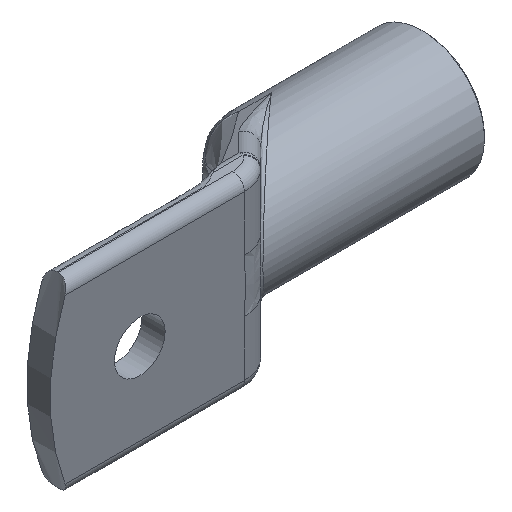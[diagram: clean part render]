
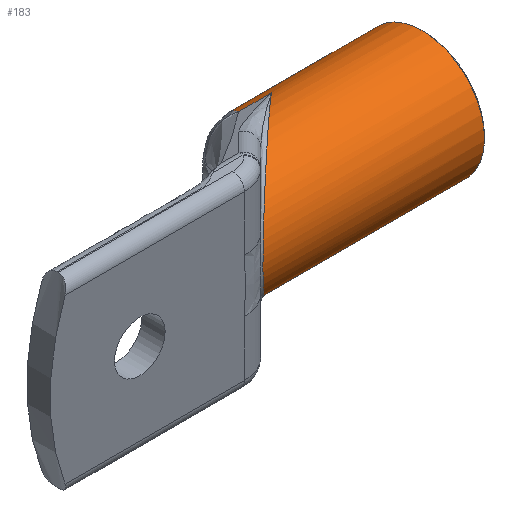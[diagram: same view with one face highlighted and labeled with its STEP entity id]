
A CAD part, isometric view. The second image highlights one B-rep face of the part: STEP entity #183.
In plain terms, the highlighted cylindrical face has radius 16 mm (diameter 32 mm), a full revolution.
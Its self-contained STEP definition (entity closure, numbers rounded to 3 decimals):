
#84=CARTESIAN_POINT('',(113.5,32.0,0.));
#85=VERTEX_POINT('',#84);
#86=CARTESIAN_POINT('',(113.5,16.0,0.0));
#87=DIRECTION('',(1.0,0.0,0.0));
#88=DIRECTION('',(0.0,-1.0,0.0));
#89=AXIS2_PLACEMENT_3D('',#86,#87,#88);
#90=CIRCLE('',#89,16.0);
#91=EDGE_CURVE('',#85,#85,#90,.T.);
#116=CARTESIAN_POINT('',(114.0,16.0,0.0));
#117=DIRECTION('',(-1.0,0.0,0.0));
#118=DIRECTION('',(0.0,-1.0,0.0));
#119=AXIS2_PLACEMENT_3D('',#116,#117,#118);
#120=CYLINDRICAL_SURFACE('',#119,16.0);
#121=CARTESIAN_POINT('',(82.02,23.222,14.278));
#122=VERTEX_POINT('',#121);
#123=CARTESIAN_POINT('',(73.579,23.222,14.278));
#124=VERTEX_POINT('',#123);
#125=CARTESIAN_POINT('',(82.02,23.222,14.278));
#126=DIRECTION('',(-1.0,0.0,0.0));
#127=VECTOR('',#126,8.441);
#128=LINE('',#125,#127);
#129=EDGE_CURVE('',#122,#124,#128,.T.);
#130=ORIENTED_EDGE('',*,*,#129,.F.);
#131=CARTESIAN_POINT('',(82.02,23.222,-14.278));
#132=VERTEX_POINT('',#131);
#133=CARTESIAN_POINT('',(74.121,16.0,0.0));
#134=DIRECTION('',(-0.675,0.738,0.0));
#135=DIRECTION('',(-0.738,-0.675,0.0));
#136=AXIS2_PLACEMENT_3D('',#133,#134,#135);
#137=ELLIPSE('',#136,23.712,16.);
#138=EDGE_CURVE('',#132,#122,#137,.T.);
#139=ORIENTED_EDGE('',*,*,#138,.F.);
#140=CARTESIAN_POINT('',(73.484,23.222,-14.278));
#141=VERTEX_POINT('',#140);
#142=CARTESIAN_POINT('',(82.02,23.222,-14.278));
#143=DIRECTION('',(-1.0,0.0,0.0));
#144=VECTOR('',#143,8.536);
#145=LINE('',#142,#144);
#146=EDGE_CURVE('',#132,#141,#145,.T.);
#147=ORIENTED_EDGE('',*,*,#146,.T.);
#148=CARTESIAN_POINT('',(73.579,23.222,14.278));
#149=CARTESIAN_POINT('',(73.962,23.986,13.891));
#150=CARTESIAN_POINT('',(74.334,24.771,13.418));
#151=CARTESIAN_POINT('',(74.689,25.559,12.831));
#152=CARTESIAN_POINT('',(75.166,26.618,12.042));
#153=CARTESIAN_POINT('',(75.612,27.682,11.049));
#154=CARTESIAN_POINT('',(75.999,28.658,9.786));
#155=CARTESIAN_POINT('',(76.37,29.594,8.575));
#156=CARTESIAN_POINT('',(76.687,30.445,7.112));
#157=CARTESIAN_POINT('',(76.909,31.054,5.419));
#158=CARTESIAN_POINT('',(77.119,31.632,3.814));
#159=CARTESIAN_POINT('',(77.242,31.979,1.998));
#160=CARTESIAN_POINT('',(77.25,31.999,0.174));
#161=CARTESIAN_POINT('',(77.25,31.999,0.15));
#162=CARTESIAN_POINT('',(77.25,32.,0.125));
#163=CARTESIAN_POINT('',(77.256,32.013,-1.747));
#164=CARTESIAN_POINT('',(77.142,31.686,-3.595));
#165=CARTESIAN_POINT('',(76.935,31.122,-5.228));
#166=CARTESIAN_POINT('',(76.721,30.536,-6.924));
#167=CARTESIAN_POINT('',(76.41,29.708,-8.39));
#168=CARTESIAN_POINT('',(76.044,28.797,-9.604));
#169=CARTESIAN_POINT('',(75.661,27.845,-10.872));
#170=CARTESIAN_POINT('',(75.218,26.809,-11.868));
#171=CARTESIAN_POINT('',(74.743,25.781,-12.662));
#172=CARTESIAN_POINT('',(74.342,24.913,-13.333));
#173=CARTESIAN_POINT('',(73.919,24.053,-13.857));
#174=CARTESIAN_POINT('',(73.484,23.222,-14.278));
#175=B_SPLINE_CURVE_WITH_KNOTS('',3,(#148,#149,#150,#151,#152,#153,#154,#155,#156,#157,#158,#159,#160,#161,#162,#163,#164,#165,#166,#167,#168,#169,#170,#171,#172,#173,#174),.UNSPECIFIED.,.F.,.U.,(4,3,3,3,3,2,3,3,3,4),(-5.059,-4.892,-4.667,-4.451,-4.247,-4.244,-4.037,-3.822,-3.598,-3.408),.UNSPECIFIED.);
#176=EDGE_CURVE('',#124,#141,#175,.T.);
#177=ORIENTED_EDGE('',*,*,#176,.F.);
#178=EDGE_LOOP('',(#130,#139,#147,#177));
#179=FACE_OUTER_BOUND('',#178,.T.);
#180=ORIENTED_EDGE('',*,*,#91,.F.);
#181=EDGE_LOOP('',(#180));
#182=FACE_BOUND('',#181,.T.);
#183=ADVANCED_FACE('',(#179,#182),#120,.T.);
